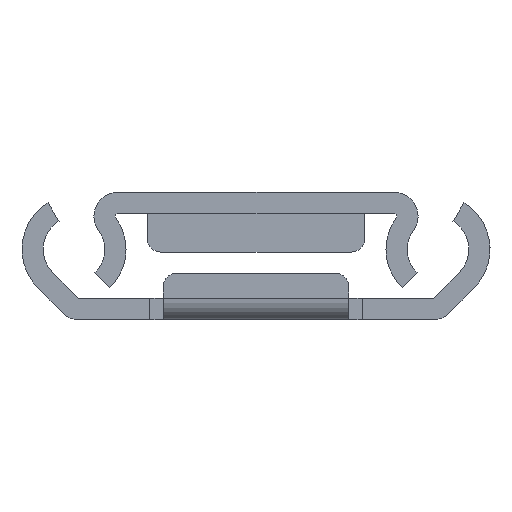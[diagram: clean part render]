
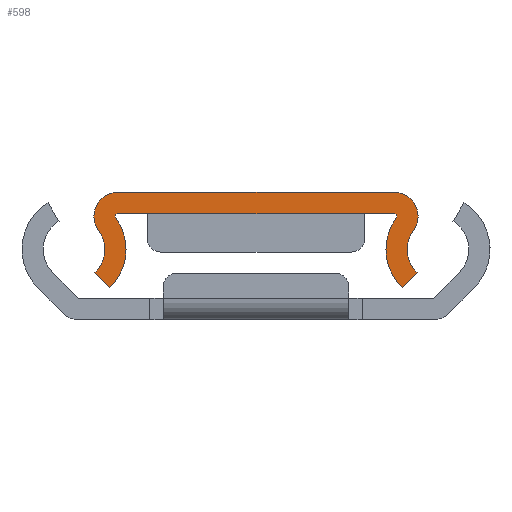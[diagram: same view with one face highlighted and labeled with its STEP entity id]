
A CAD part, left-side view. The second image highlights one B-rep face of the part: STEP entity #598.
In plain terms, the highlighted planar face has unit normal (-1, 0, 0).
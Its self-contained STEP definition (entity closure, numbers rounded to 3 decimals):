
#39 = EDGE_CURVE ( 'NONE', #462, #1961, #3930, .T. ) ;
#43 = ORIENTED_EDGE ( 'NONE', *, *, #207, .T. ) ;
#75 = DIRECTION ( 'NONE',  ( -1., 0., 0. ) ) ;
#149 = ORIENTED_EDGE ( 'NONE', *, *, #3386, .T. ) ;
#207 = EDGE_CURVE ( 'NONE', #2156, #2154, #788, .T. ) ;
#249 = CARTESIAN_POINT ( 'NONE',  ( 0., -11.045, -7.2 ) ) ;
#256 = CARTESIAN_POINT ( 'NONE',  ( 0., 0., 0. ) ) ;
#407 = DIRECTION ( 'NONE',  ( 0., 0., -1. ) ) ;
#462 = VERTEX_POINT ( 'NONE', #2925 ) ;
#560 = EDGE_CURVE ( 'NONE', #462, #3055, #1002, .T. ) ;
#568 = CARTESIAN_POINT ( 'NONE',  ( 0., 12.147, -6.04 ) ) ;
#598 = ADVANCED_FACE ( 'NONE', ( #3339 ), #3033, .F. ) ;
#605 = DIRECTION ( 'NONE',  ( -1., 0., 0. ) ) ;
#613 = LINE ( 'NONE', #3186, #2225 ) ;
#788 = CIRCLE ( 'NONE', #3939, 2.4 ) ;
#861 = VERTEX_POINT ( 'NONE', #1144 ) ;
#873 = VECTOR ( 'NONE', #1238, 1000. ) ;
#875 = AXIS2_PLACEMENT_3D ( 'NONE', #1123, #2412, #4016 ) ;
#892 = EDGE_CURVE ( 'NONE', #1098, #2539, #2551, .T. ) ;
#933 = LINE ( 'NONE', #568, #2638 ) ;
#1002 = CIRCLE ( 'NONE', #2523, 0.2 ) ;
#1021 = EDGE_CURVE ( 'NONE', #3055, #861, #1046, .T. ) ;
#1046 = LINE ( 'NONE', #3340, #3498 ) ;
#1058 = AXIS2_PLACEMENT_3D ( 'NONE', #3199, #2620, #2552 ) ;
#1079 = VERTEX_POINT ( 'NONE', #3156 ) ;
#1098 = VERTEX_POINT ( 'NONE', #1503 ) ;
#1123 = CARTESIAN_POINT ( 'NONE',  ( 0., 10.425, -1.8 ) ) ;
#1144 = CARTESIAN_POINT ( 'NONE',  ( 0., 10.425, -1.6 ) ) ;
#1164 = DIRECTION ( 'NONE',  ( 0., 0., -1. ) ) ;
#1238 = DIRECTION ( 'NONE',  ( 0., 1., 0. ) ) ;
#1375 = DIRECTION ( 'NONE',  ( 1., 0., 0. ) ) ;
#1481 = CARTESIAN_POINT ( 'NONE',  ( 0., -10.425, -1.8 ) ) ;
#1503 = CARTESIAN_POINT ( 'NONE',  ( 0., -11.871, -2.871 ) ) ;
#1521 = DIRECTION ( 'NONE',  ( -1., 0., 0. ) ) ;
#1547 = EDGE_CURVE ( 'NONE', #2266, #861, #4017, .T. ) ;
#1586 = DIRECTION ( 'NONE',  ( 1., 0., 0. ) ) ;
#1683 = CARTESIAN_POINT ( 'NONE',  ( 0., 13.8, -4.3 ) ) ;
#1775 = ORIENTED_EDGE ( 'NONE', *, *, #892, .T. ) ;
#1842 = CARTESIAN_POINT ( 'NONE',  ( 0., -10.425, 0. ) ) ;
#1923 = CARTESIAN_POINT ( 'NONE',  ( 0., -13.8, -4.3 ) ) ;
#1946 = DIRECTION ( 'NONE',  ( 0., 0.689, -0.725 ) ) ;
#1961 = VERTEX_POINT ( 'NONE', #249 ) ;
#2015 = VERTEX_POINT ( 'NONE', #3457 ) ;
#2023 = EDGE_LOOP ( 'NONE', ( #3495, #4112, #2212, #2865, #4079, #1775, #149, #3913, #43, #3736, #3195, #4106 ) ) ;
#2027 = CARTESIAN_POINT ( 'NONE',  ( 0., 10.586, -1.919 ) ) ;
#2154 = VERTEX_POINT ( 'NONE', #3143 ) ;
#2156 = VERTEX_POINT ( 'NONE', #3209 ) ;
#2212 = ORIENTED_EDGE ( 'NONE', *, *, #39, .T. ) ;
#2225 = VECTOR ( 'NONE', #1946, 1000. ) ;
#2266 = VERTEX_POINT ( 'NONE', #2027 ) ;
#2321 = CARTESIAN_POINT ( 'NONE',  ( 0., -10.425, -1.6 ) ) ;
#2403 = CARTESIAN_POINT ( 'NONE',  ( 0., 11.045, -7.2 ) ) ;
#2412 = DIRECTION ( 'NONE',  ( 1., 0., 0. ) ) ;
#2461 = AXIS2_PLACEMENT_3D ( 'NONE', #3277, #1375, #3603 ) ;
#2523 = AXIS2_PLACEMENT_3D ( 'NONE', #3719, #3662, #3082 ) ;
#2534 = CARTESIAN_POINT ( 'NONE',  ( 0., -13.8, -4.3 ) ) ;
#2539 = VERTEX_POINT ( 'NONE', #1842 ) ;
#2551 = CIRCLE ( 'NONE', #3450, 1.8 ) ;
#2552 = DIRECTION ( 'NONE',  ( 0., 0., -1. ) ) ;
#2620 = DIRECTION ( 'NONE',  ( 1., 0., 0. ) ) ;
#2638 = VECTOR ( 'NONE', #2828, 1000. ) ;
#2674 = AXIS2_PLACEMENT_3D ( 'NONE', #1923, #75, #407 ) ;
#2757 = EDGE_CURVE ( 'NONE', #2154, #3972, #933, .T. ) ;
#2828 = DIRECTION ( 'NONE',  ( 0., -0.689, -0.725 ) ) ;
#2856 = DIRECTION ( 'NONE',  ( 0., 0., -1. ) ) ;
#2865 = ORIENTED_EDGE ( 'NONE', *, *, #3704, .F. ) ;
#2868 = DIRECTION ( 'NONE',  ( 1., 0., 0. ) ) ;
#2925 = CARTESIAN_POINT ( 'NONE',  ( 0., -10.586, -1.919 ) ) ;
#3033 = PLANE ( 'NONE',  #875 ) ;
#3050 = EDGE_CURVE ( 'NONE', #2156, #2015, #3874, .T. ) ;
#3055 = VERTEX_POINT ( 'NONE', #2321 ) ;
#3082 = DIRECTION ( 'NONE',  ( 0., 0., -1. ) ) ;
#3143 = CARTESIAN_POINT ( 'NONE',  ( 0., 12.147, -6.04 ) ) ;
#3150 = AXIS2_PLACEMENT_3D ( 'NONE', #3501, #1586, #3814 ) ;
#3156 = CARTESIAN_POINT ( 'NONE',  ( 0., -12.147, -6.04 ) ) ;
#3186 = CARTESIAN_POINT ( 'NONE',  ( 0., -12.147, -6.04 ) ) ;
#3195 = ORIENTED_EDGE ( 'NONE', *, *, #3624, .F. ) ;
#3199 = CARTESIAN_POINT ( 'NONE',  ( 0., 10.425, -1.8 ) ) ;
#3209 = CARTESIAN_POINT ( 'NONE',  ( 0., 11.871, -2.871 ) ) ;
#3221 = DIRECTION ( 'NONE',  ( 0., 0., -1. ) ) ;
#3277 = CARTESIAN_POINT ( 'NONE',  ( 0., 10.425, -1.8 ) ) ;
#3328 = DIRECTION ( 'NONE',  ( 0., 1., 0. ) ) ;
#3339 = FACE_OUTER_BOUND ( 'NONE', #2023, .T. ) ;
#3340 = CARTESIAN_POINT ( 'NONE',  ( 0., 0., -1.6 ) ) ;
#3386 = EDGE_CURVE ( 'NONE', #2539, #2015, #3424, .T. ) ;
#3407 = EDGE_CURVE ( 'NONE', #1098, #1079, #4153, .T. ) ;
#3424 = LINE ( 'NONE', #256, #873 ) ;
#3450 = AXIS2_PLACEMENT_3D ( 'NONE', #1481, #1521, #1164 ) ;
#3453 = AXIS2_PLACEMENT_3D ( 'NONE', #2534, #605, #2856 ) ;
#3457 = CARTESIAN_POINT ( 'NONE',  ( 0., 10.425, 0. ) ) ;
#3495 = ORIENTED_EDGE ( 'NONE', *, *, #1021, .F. ) ;
#3498 = VECTOR ( 'NONE', #3328, 1000. ) ;
#3501 = CARTESIAN_POINT ( 'NONE',  ( 0., 13.8, -4.3 ) ) ;
#3603 = DIRECTION ( 'NONE',  ( 0., 0., -1. ) ) ;
#3624 = EDGE_CURVE ( 'NONE', #2266, #3972, #4107, .T. ) ;
#3662 = DIRECTION ( 'NONE',  ( -1., 0., 0. ) ) ;
#3704 = EDGE_CURVE ( 'NONE', #1079, #1961, #613, .T. ) ;
#3719 = CARTESIAN_POINT ( 'NONE',  ( 0., -10.425, -1.8 ) ) ;
#3736 = ORIENTED_EDGE ( 'NONE', *, *, #2757, .T. ) ;
#3814 = DIRECTION ( 'NONE',  ( 0., 0., -1. ) ) ;
#3874 = CIRCLE ( 'NONE', #2461, 1.8 ) ;
#3913 = ORIENTED_EDGE ( 'NONE', *, *, #3050, .F. ) ;
#3930 = CIRCLE ( 'NONE', #2674, 4. ) ;
#3939 = AXIS2_PLACEMENT_3D ( 'NONE', #1683, #2868, #3221 ) ;
#3972 = VERTEX_POINT ( 'NONE', #2403 ) ;
#4016 = DIRECTION ( 'NONE',  ( 0., 0., -1. ) ) ;
#4017 = CIRCLE ( 'NONE', #1058, 0.2 ) ;
#4079 = ORIENTED_EDGE ( 'NONE', *, *, #3407, .F. ) ;
#4106 = ORIENTED_EDGE ( 'NONE', *, *, #1547, .T. ) ;
#4107 = CIRCLE ( 'NONE', #3150, 4. ) ;
#4112 = ORIENTED_EDGE ( 'NONE', *, *, #560, .F. ) ;
#4153 = CIRCLE ( 'NONE', #3453, 2.4 ) ;
